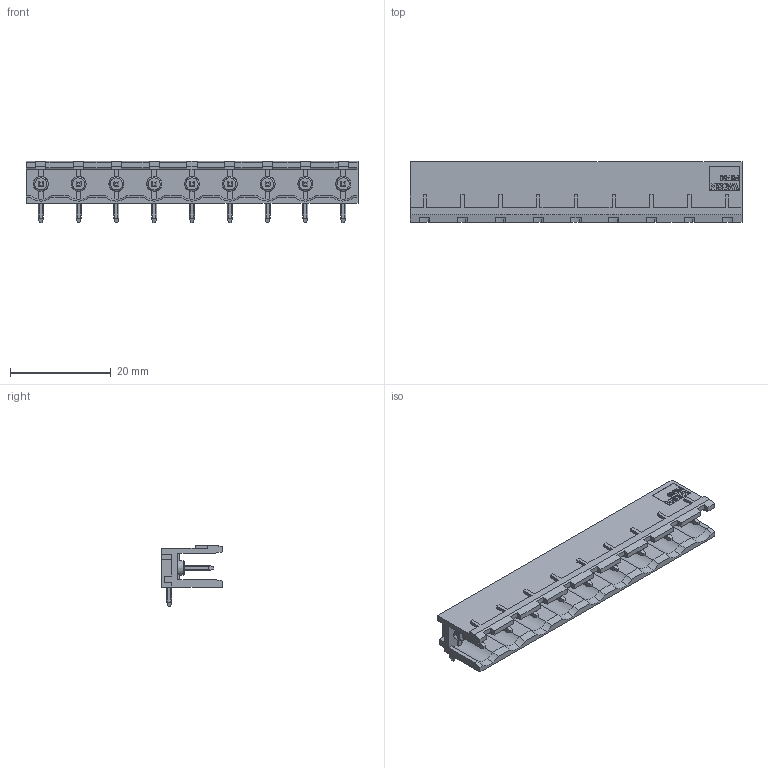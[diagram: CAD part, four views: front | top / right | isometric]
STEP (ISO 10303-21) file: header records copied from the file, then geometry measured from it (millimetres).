
FILE_DESCRIPTION( ('This file contains a STEP AP42 implementation' ,'as created by ZW3D STEP Interface translator.') ,'2;1' );
FILE_NAME( 'PM750-1R09ASM3.stp' ,'231128.161840', (''), ('ZWCAD Software Co.'), 'Version 1.0', 'ZW3D to STEP translator', '' );
FILE_SCHEMA(('AUTOMOTIVE_DESIGN { 1 0 10303 214 1 1 1 1 }'));
Length unit declared in the file: millimetre
Products named in the file (2): 0; PM750-1R09ASM3
Bounding box: 65.9 x 12 x 12.2 mm (x, y, z)
Volume: 2511.7 mm3; surface area: 4968.5 mm2
Topology: 1 solids, 1 shells, 891 faces, 2484 edges, 1627 vertices
Faces by surface type: plane 740, cylinder 96, bspline 37, cone 9, torus 9
Full cylindrical faces by diameter (mm): 0.562 x1, 1.2 x1
Entity records: 30807 total; most frequent: CARTESIAN_POINT 7333, ORIENTED_EDGE 4968, DIRECTION 4231, EDGE_CURVE 2484, VECTOR 1941, LINE 1941, VERTEX_POINT 1627, AXIS2_PLACEMENT_3D 1145
